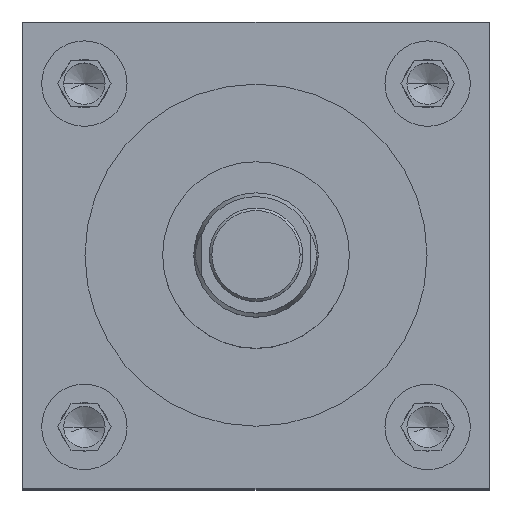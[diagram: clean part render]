
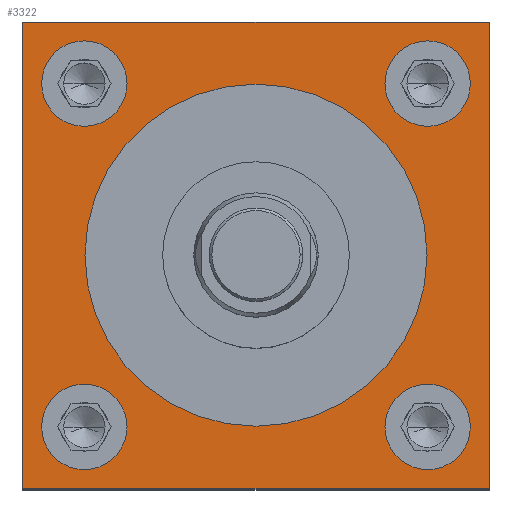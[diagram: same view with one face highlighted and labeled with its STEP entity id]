
A CAD part, top view. The second image highlights one B-rep face of the part: STEP entity #3322.
In plain terms, the highlighted planar face has unit normal (0, 0, 1).
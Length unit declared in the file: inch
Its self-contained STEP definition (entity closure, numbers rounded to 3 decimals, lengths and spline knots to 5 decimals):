
#9 = VERTEX_POINT ( 'NONE', #444 ) ;
#155 = EDGE_CURVE ( 'NONE', #3049, #4222, #5110, .T. ) ;
#186 = CARTESIAN_POINT ( 'NONE',  ( -1.0365, -1.38, 7.25 ) ) ;
#287 = AXIS2_PLACEMENT_3D ( 'NONE', #1607, #4580, #5462 ) ;
#298 = ORIENTED_EDGE ( 'NONE', *, *, #3165, .T. ) ;
#404 = VERTEX_POINT ( 'NONE', #1271 ) ;
#437 = ORIENTED_EDGE ( 'NONE', *, *, #1962, .F. ) ;
#444 = CARTESIAN_POINT ( 'NONE',  ( 1.875, -1.875, 7.25 ) ) ;
#459 = FACE_BOUND ( 'NONE', #3622, .T. ) ;
#582 = DIRECTION ( 'NONE',  ( 0., 0., -1. ) ) ;
#623 = CARTESIAN_POINT ( 'NONE',  ( 1.38, 1.38, 7.25 ) ) ;
#651 = ORIENTED_EDGE ( 'NONE', *, *, #4978, .F. ) ;
#659 = CIRCLE ( 'NONE', #2673, 0.3435 ) ;
#724 = DIRECTION ( 'NONE',  ( 0., 0., 1. ) ) ;
#745 = EDGE_LOOP ( 'NONE', ( #5920, #4821 ) ) ;
#774 = EDGE_LOOP ( 'NONE', ( #5625, #3318 ) ) ;
#845 = VECTOR ( 'NONE', #1879, 39.37008 ) ;
#903 = EDGE_CURVE ( 'NONE', #9, #2017, #5656, .T. ) ;
#1118 = VECTOR ( 'NONE', #1636, 39.37008 ) ;
#1271 = CARTESIAN_POINT ( 'NONE',  ( 1.7235, 1.38, 7.25 ) ) ;
#1351 = AXIS2_PLACEMENT_3D ( 'NONE', #1427, #3370, #5287 ) ;
#1380 = FACE_BOUND ( 'NONE', #2589, .T. ) ;
#1402 = EDGE_LOOP ( 'NONE', ( #4875, #4718, #2838, #298 ) ) ;
#1410 = PLANE ( 'NONE',  #4659 ) ;
#1427 = CARTESIAN_POINT ( 'NONE',  ( -1.38, -1.38, 7.25 ) ) ;
#1563 = VECTOR ( 'NONE', #4905, 39.37008 ) ;
#1565 = EDGE_CURVE ( 'NONE', #5890, #2613, #1913, .T. ) ;
#1604 = AXIS2_PLACEMENT_3D ( 'NONE', #5335, #2932, #2470 ) ;
#1607 = CARTESIAN_POINT ( 'NONE',  ( -1.38, 1.38, 7.25 ) ) ;
#1636 = DIRECTION ( 'NONE',  ( -1., 0., 0. ) ) ;
#1651 = CIRCLE ( 'NONE', #2264, 0.3435 ) ;
#1674 = CARTESIAN_POINT ( 'NONE',  ( 1.38, -1.38, 7.25 ) ) ;
#1680 = EDGE_CURVE ( 'NONE', #2613, #5890, #3003, .T. ) ;
#1740 = CIRCLE ( 'NONE', #5771, 0.3435 ) ;
#1752 = EDGE_CURVE ( 'NONE', #3051, #9, #4140, .T. ) ;
#1758 = CARTESIAN_POINT ( 'NONE',  ( -1.7235, 1.38, 7.25 ) ) ;
#1767 = FACE_OUTER_BOUND ( 'NONE', #1402, .T. ) ;
#1787 = AXIS2_PLACEMENT_3D ( 'NONE', #2296, #4716, #2199 ) ;
#1818 = CARTESIAN_POINT ( 'NONE',  ( -1.875, 1.875, 7.25 ) ) ;
#1861 = FACE_BOUND ( 'NONE', #745, .T. ) ;
#1879 = DIRECTION ( 'NONE',  ( 0., 1., 0. ) ) ;
#1892 = FACE_BOUND ( 'NONE', #774, .T. ) ;
#1913 = CIRCLE ( 'NONE', #1604, 0.3435 ) ;
#1957 = CARTESIAN_POINT ( 'NONE',  ( -1.38, -1.38, 7.25 ) ) ;
#1962 = EDGE_CURVE ( 'NONE', #4702, #2864, #1740, .T. ) ;
#2017 = VERTEX_POINT ( 'NONE', #5455 ) ;
#2035 = EDGE_CURVE ( 'NONE', #3977, #3647, #6079, .T. ) ;
#2071 = DIRECTION ( 'NONE',  ( 0., 0., 1. ) ) ;
#2100 = CARTESIAN_POINT ( 'NONE',  ( 1.0365, 1.38, 7.25 ) ) ;
#2199 = DIRECTION ( 'NONE',  ( 1., 0., 0. ) ) ;
#2264 = AXIS2_PLACEMENT_3D ( 'NONE', #623, #2071, #5817 ) ;
#2296 = CARTESIAN_POINT ( 'NONE',  ( 0., 0., 7.25 ) ) ;
#2377 = DIRECTION ( 'NONE',  ( 1., 0., 0. ) ) ;
#2470 = DIRECTION ( 'NONE',  ( 1., 0., 0. ) ) ;
#2476 = ORIENTED_EDGE ( 'NONE', *, *, #5683, .F. ) ;
#2589 = EDGE_LOOP ( 'NONE', ( #2476, #437 ) ) ;
#2613 = VERTEX_POINT ( 'NONE', #4629 ) ;
#2670 = DIRECTION ( 'NONE',  ( 1., 0., 0. ) ) ;
#2673 = AXIS2_PLACEMENT_3D ( 'NONE', #3007, #4936, #3042 ) ;
#2696 = DIRECTION ( 'NONE',  ( 1., 0., 0. ) ) ;
#2798 = EDGE_CURVE ( 'NONE', #404, #3174, #1651, .T. ) ;
#2838 = ORIENTED_EDGE ( 'NONE', *, *, #903, .T. ) ;
#2841 = DIRECTION ( 'NONE',  ( 0., 0., 1. ) ) ;
#2864 = VERTEX_POINT ( 'NONE', #186 ) ;
#2932 = DIRECTION ( 'NONE',  ( 0., 0., 1. ) ) ;
#2975 = EDGE_CURVE ( 'NONE', #3650, #3051, #5364, .T. ) ;
#3003 = CIRCLE ( 'NONE', #4617, 0.3435 ) ;
#3007 = CARTESIAN_POINT ( 'NONE',  ( 1.38, 1.38, 7.25 ) ) ;
#3042 = DIRECTION ( 'NONE',  ( 1., 0., 0. ) ) ;
#3049 = VERTEX_POINT ( 'NONE', #3545 ) ;
#3051 = VERTEX_POINT ( 'NONE', #5552 ) ;
#3073 = EDGE_CURVE ( 'NONE', #3647, #3977, #3395, .T. ) ;
#3165 = EDGE_CURVE ( 'NONE', #2017, #3650, #3662, .T. ) ;
#3174 = VERTEX_POINT ( 'NONE', #2100 ) ;
#3213 = CARTESIAN_POINT ( 'NONE',  ( 1.0365, -1.38, 7.25 ) ) ;
#3318 = ORIENTED_EDGE ( 'NONE', *, *, #3073, .F. ) ;
#3322 = ADVANCED_FACE ( 'NONE', ( #1861, #6219, #1380, #1892, #459, #1767 ), #1410, .F. ) ;
#3358 = AXIS2_PLACEMENT_3D ( 'NONE', #4574, #724, #3601 ) ;
#3370 = DIRECTION ( 'NONE',  ( 0., 0., 1. ) ) ;
#3395 = CIRCLE ( 'NONE', #287, 0.3435 ) ;
#3417 = CARTESIAN_POINT ( 'NONE',  ( -1.875, -1.875, 7.25 ) ) ;
#3545 = CARTESIAN_POINT ( 'NONE',  ( -1.375, 0., 7.25 ) ) ;
#3601 = DIRECTION ( 'NONE',  ( 1., 0., 0. ) ) ;
#3622 = EDGE_LOOP ( 'NONE', ( #5146, #5630 ) ) ;
#3647 = VERTEX_POINT ( 'NONE', #1758 ) ;
#3650 = VERTEX_POINT ( 'NONE', #1818 ) ;
#3662 = LINE ( 'NONE', #5972, #1118 ) ;
#3977 = VERTEX_POINT ( 'NONE', #5120 ) ;
#4055 = CARTESIAN_POINT ( 'NONE',  ( 0., 0., 7.25 ) ) ;
#4140 = LINE ( 'NONE', #4169, #5316 ) ;
#4169 = CARTESIAN_POINT ( 'NONE',  ( -1.875, -1.875, 7.25 ) ) ;
#4183 = CIRCLE ( 'NONE', #1351, 0.3435 ) ;
#4222 = VERTEX_POINT ( 'NONE', #4969 ) ;
#4383 = DIRECTION ( 'NONE',  ( -1., 0., 0. ) ) ;
#4574 = CARTESIAN_POINT ( 'NONE',  ( -1.38, 1.38, 7.25 ) ) ;
#4580 = DIRECTION ( 'NONE',  ( 0., 0., 1. ) ) ;
#4593 = CIRCLE ( 'NONE', #4798, 1.375 ) ;
#4617 = AXIS2_PLACEMENT_3D ( 'NONE', #1674, #6012, #5465 ) ;
#4629 = CARTESIAN_POINT ( 'NONE',  ( 1.7235, -1.38, 7.25 ) ) ;
#4659 = AXIS2_PLACEMENT_3D ( 'NONE', #6093, #582, #4383 ) ;
#4702 = VERTEX_POINT ( 'NONE', #4713 ) ;
#4713 = CARTESIAN_POINT ( 'NONE',  ( -1.7235, -1.38, 7.25 ) ) ;
#4716 = DIRECTION ( 'NONE',  ( 0., 0., 1. ) ) ;
#4718 = ORIENTED_EDGE ( 'NONE', *, *, #1752, .T. ) ;
#4798 = AXIS2_PLACEMENT_3D ( 'NONE', #4055, #5506, #2670 ) ;
#4821 = ORIENTED_EDGE ( 'NONE', *, *, #1565, .F. ) ;
#4875 = ORIENTED_EDGE ( 'NONE', *, *, #2975, .T. ) ;
#4905 = DIRECTION ( 'NONE',  ( 0., -1., 0. ) ) ;
#4936 = DIRECTION ( 'NONE',  ( 0., 0., 1. ) ) ;
#4969 = CARTESIAN_POINT ( 'NONE',  ( 1.375, 0., 7.25 ) ) ;
#4978 = EDGE_CURVE ( 'NONE', #3174, #404, #659, .T. ) ;
#4988 = EDGE_LOOP ( 'NONE', ( #5753, #651 ) ) ;
#5110 = CIRCLE ( 'NONE', #1787, 1.375 ) ;
#5120 = CARTESIAN_POINT ( 'NONE',  ( -1.0365, 1.38, 7.25 ) ) ;
#5146 = ORIENTED_EDGE ( 'NONE', *, *, #6147, .F. ) ;
#5287 = DIRECTION ( 'NONE',  ( 1., 0., 0. ) ) ;
#5316 = VECTOR ( 'NONE', #2696, 39.37008 ) ;
#5335 = CARTESIAN_POINT ( 'NONE',  ( 1.38, -1.38, 7.25 ) ) ;
#5364 = LINE ( 'NONE', #3417, #1563 ) ;
#5455 = CARTESIAN_POINT ( 'NONE',  ( 1.875, 1.875, 7.25 ) ) ;
#5462 = DIRECTION ( 'NONE',  ( 1., 0., 0. ) ) ;
#5465 = DIRECTION ( 'NONE',  ( 1., 0., 0. ) ) ;
#5506 = DIRECTION ( 'NONE',  ( 0., 0., 1. ) ) ;
#5552 = CARTESIAN_POINT ( 'NONE',  ( -1.875, -1.875, 7.25 ) ) ;
#5625 = ORIENTED_EDGE ( 'NONE', *, *, #2035, .F. ) ;
#5630 = ORIENTED_EDGE ( 'NONE', *, *, #155, .F. ) ;
#5656 = LINE ( 'NONE', #5698, #845 ) ;
#5683 = EDGE_CURVE ( 'NONE', #2864, #4702, #4183, .T. ) ;
#5698 = CARTESIAN_POINT ( 'NONE',  ( 1.875, -1.875, 7.25 ) ) ;
#5753 = ORIENTED_EDGE ( 'NONE', *, *, #2798, .F. ) ;
#5771 = AXIS2_PLACEMENT_3D ( 'NONE', #1957, #2841, #2377 ) ;
#5817 = DIRECTION ( 'NONE',  ( 1., 0., 0. ) ) ;
#5890 = VERTEX_POINT ( 'NONE', #3213 ) ;
#5920 = ORIENTED_EDGE ( 'NONE', *, *, #1680, .F. ) ;
#5972 = CARTESIAN_POINT ( 'NONE',  ( -1.875, 1.875, 7.25 ) ) ;
#6012 = DIRECTION ( 'NONE',  ( 0., 0., 1. ) ) ;
#6079 = CIRCLE ( 'NONE', #3358, 0.3435 ) ;
#6093 = CARTESIAN_POINT ( 'NONE',  ( -1.875, 1.875, 7.25 ) ) ;
#6147 = EDGE_CURVE ( 'NONE', #4222, #3049, #4593, .T. ) ;
#6219 = FACE_BOUND ( 'NONE', #4988, .T. ) ;
